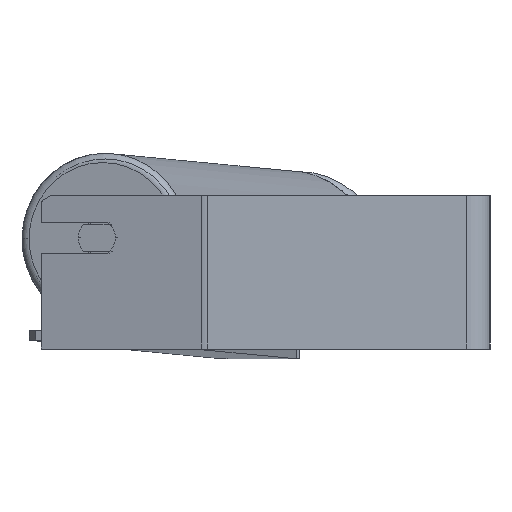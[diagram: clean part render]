
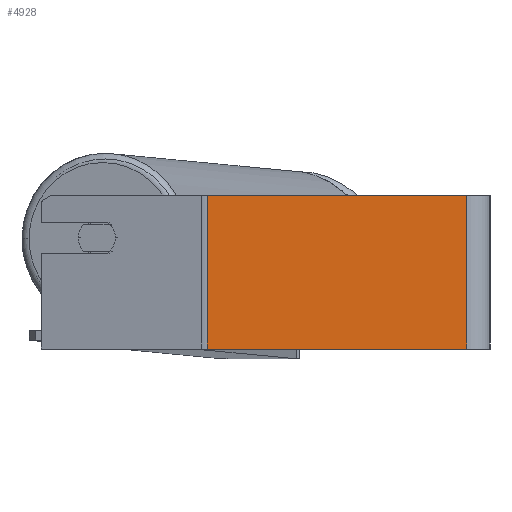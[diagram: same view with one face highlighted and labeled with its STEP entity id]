
A CAD part, left-side view. The second image highlights one B-rep face of the part: STEP entity #4928.
In plain terms, the highlighted planar face has unit normal (-1, 0, 0).
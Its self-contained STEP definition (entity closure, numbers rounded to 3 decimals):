
#190 = CARTESIAN_POINT ( 'NONE',  ( -620., 149.054, -40. ) ) ;
#635 = CARTESIAN_POINT ( 'NONE',  ( -620., 12., 40. ) ) ;
#1006 = ORIENTED_EDGE ( 'NONE', *, *, #6159, .F. ) ;
#1291 = FACE_OUTER_BOUND ( 'NONE', #2489, .T. ) ;
#1383 = DIRECTION ( 'NONE',  ( 0., 0., -1. ) ) ;
#1571 = LINE ( 'NONE', #6410, #3108 ) ;
#1727 = EDGE_CURVE ( 'NONE', #8908, #6858, #4679, .T. ) ;
#1835 = ORIENTED_EDGE ( 'NONE', *, *, #1727, .T. ) ;
#1875 = VERTEX_POINT ( 'NONE', #635 ) ;
#1881 = CARTESIAN_POINT ( 'NONE',  ( -620., 12., 40. ) ) ;
#2428 = LINE ( 'NONE', #190, #8691 ) ;
#2489 = EDGE_LOOP ( 'NONE', ( #8557, #1006, #7795, #1835 ) ) ;
#3108 = VECTOR ( 'NONE', #6365, 1000. ) ;
#3146 = LINE ( 'NONE', #1881, #7079 ) ;
#3557 = PLANE ( 'NONE',  #7778 ) ;
#3926 = EDGE_CURVE ( 'NONE', #8908, #1875, #1571, .T. ) ;
#4573 = VECTOR ( 'NONE', #8092, 1000. ) ;
#4679 = LINE ( 'NONE', #6693, #4573 ) ;
#4797 = DIRECTION ( 'NONE',  ( 1., 0., 0. ) ) ;
#4928 = ADVANCED_FACE ( 'NONE', ( #1291 ), #3557, .F. ) ;
#5250 = DIRECTION ( 'NONE',  ( 0., -1., 0. ) ) ;
#5299 = DIRECTION ( 'NONE',  ( 0., 0., -1. ) ) ;
#6159 = EDGE_CURVE ( 'NONE', #1875, #9033, #3146, .T. ) ;
#6365 = DIRECTION ( 'NONE',  ( 0., -1., 0. ) ) ;
#6410 = CARTESIAN_POINT ( 'NONE',  ( -620., 149.054, 40. ) ) ;
#6693 = CARTESIAN_POINT ( 'NONE',  ( -620., 147.474, 40. ) ) ;
#6858 = VERTEX_POINT ( 'NONE', #6860 ) ;
#6860 = CARTESIAN_POINT ( 'NONE',  ( -620., 147.474, -40. ) ) ;
#7079 = VECTOR ( 'NONE', #5299, 1000. ) ;
#7554 = CARTESIAN_POINT ( 'NONE',  ( -620., 12., -40. ) ) ;
#7778 = AXIS2_PLACEMENT_3D ( 'NONE', #8344, #4797, #1383 ) ;
#7795 = ORIENTED_EDGE ( 'NONE', *, *, #3926, .F. ) ;
#7925 = EDGE_CURVE ( 'NONE', #6858, #9033, #2428, .T. ) ;
#8092 = DIRECTION ( 'NONE',  ( 0., 0., -1. ) ) ;
#8344 = CARTESIAN_POINT ( 'NONE',  ( -620., 149.054, 40. ) ) ;
#8557 = ORIENTED_EDGE ( 'NONE', *, *, #7925, .T. ) ;
#8691 = VECTOR ( 'NONE', #5250, 1000. ) ;
#8908 = VERTEX_POINT ( 'NONE', #9022 ) ;
#9022 = CARTESIAN_POINT ( 'NONE',  ( -620., 147.474, 40. ) ) ;
#9033 = VERTEX_POINT ( 'NONE', #7554 ) ;
